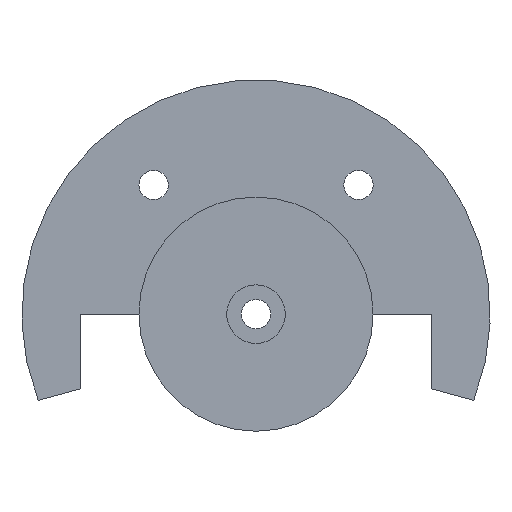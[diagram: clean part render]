
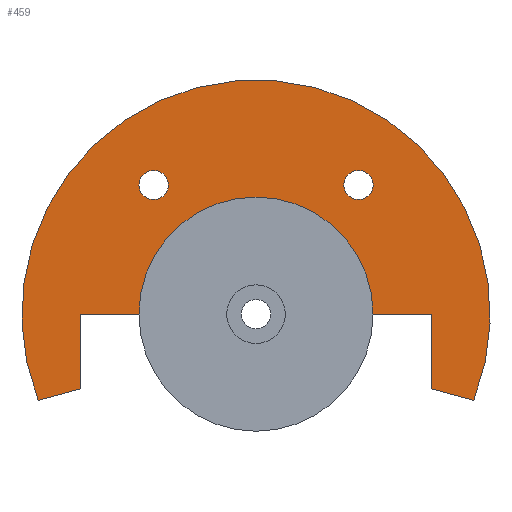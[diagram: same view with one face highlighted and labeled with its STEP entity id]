
A CAD part, left-side view. The second image highlights one B-rep face of the part: STEP entity #459.
In plain terms, the highlighted planar face has unit normal (-1, 0, 0).
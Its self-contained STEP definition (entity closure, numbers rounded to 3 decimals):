
#21=LINE('',#688,#57);
#31=LINE('',#707,#67);
#40=LINE('',#735,#76);
#43=LINE('',#740,#79);
#49=LINE('',#756,#85);
#53=LINE('',#765,#89);
#57=VECTOR('',#554,10.);
#67=VECTOR('',#566,10.);
#76=VECTOR('',#591,10.);
#79=VECTOR('',#596,10.);
#85=VECTOR('',#612,10.);
#89=VECTOR('',#622,10.);
#103=PLANE('',#507);
#118=FACE_BOUND('',#179,.T.);
#119=FACE_BOUND('',#180,.T.);
#141=FACE_OUTER_BOUND('',#178,.T.);
#178=EDGE_LOOP('',(#405,#406,#407,#408,#409,#410,#411,#412));
#179=EDGE_LOOP('',(#413));
#180=EDGE_LOOP('',(#414));
#193=CIRCLE('',#478,0.25);
#195=CIRCLE('',#481,0.25);
#205=CIRCLE('',#506,2.);
#206=CIRCLE('',#508,4.);
#218=VERTEX_POINT('',#678);
#220=VERTEX_POINT('',#683);
#221=VERTEX_POINT('',#686);
#222=VERTEX_POINT('',#687);
#230=VERTEX_POINT('',#705);
#240=VERTEX_POINT('',#732);
#241=VERTEX_POINT('',#734);
#242=VERTEX_POINT('',#739);
#247=VERTEX_POINT('',#755);
#249=VERTEX_POINT('',#763);
#261=EDGE_CURVE('',#218,#218,#193,.T.);
#263=EDGE_CURVE('',#220,#220,#195,.T.);
#264=EDGE_CURVE('',#221,#222,#21,.T.);
#274=EDGE_CURVE('',#221,#230,#31,.T.);
#287=EDGE_CURVE('',#240,#241,#40,.T.);
#290=EDGE_CURVE('',#242,#241,#43,.T.);
#298=EDGE_CURVE('',#247,#242,#49,.T.);
#303=EDGE_CURVE('',#230,#249,#53,.T.);
#307=EDGE_CURVE('',#249,#247,#205,.T.);
#308=EDGE_CURVE('',#222,#240,#206,.T.);
#405=ORIENTED_EDGE('',*,*,#264,.F.);
#406=ORIENTED_EDGE('',*,*,#274,.T.);
#407=ORIENTED_EDGE('',*,*,#303,.T.);
#408=ORIENTED_EDGE('',*,*,#307,.T.);
#409=ORIENTED_EDGE('',*,*,#298,.T.);
#410=ORIENTED_EDGE('',*,*,#290,.T.);
#411=ORIENTED_EDGE('',*,*,#287,.F.);
#412=ORIENTED_EDGE('',*,*,#308,.F.);
#413=ORIENTED_EDGE('',*,*,#261,.T.);
#414=ORIENTED_EDGE('',*,*,#263,.T.);
#459=ADVANCED_FACE('',(#141,#118,#119),#103,.T.);
#478=AXIS2_PLACEMENT_3D('',#679,#544,#545);
#481=AXIS2_PLACEMENT_3D('',#684,#550,#551);
#506=AXIS2_PLACEMENT_3D('',#774,#634,#635);
#507=AXIS2_PLACEMENT_3D('',#775,#636,#637);
#508=AXIS2_PLACEMENT_3D('',#776,#638,#639);
#544=DIRECTION('center_axis',(1.,0.,0.));
#545=DIRECTION('ref_axis',(0.,0.,1.));
#550=DIRECTION('center_axis',(1.,0.,0.));
#551=DIRECTION('ref_axis',(0.,0.,1.));
#554=DIRECTION('',(0.,0.965,-0.264));
#566=DIRECTION('',(0.,0.,1.));
#591=DIRECTION('',(0.,0.965,0.264));
#596=DIRECTION('',(0.,0.,-1.));
#612=DIRECTION('',(0.,-1.,0.));
#622=DIRECTION('',(0.,-1.,0.));
#634=DIRECTION('center_axis',(1.,0.,0.));
#635=DIRECTION('ref_axis',(0.,1.,0.));
#636=DIRECTION('center_axis',(-1.,0.,0.));
#637=DIRECTION('ref_axis',(0.,0.,
1.));
#638=DIRECTION('center_axis',(1.,0.,0.));
#639=DIRECTION('ref_axis',(0.,1.,0.));
#678=CARTESIAN_POINT('',(-6.505,-8.72,-10.177));
#679=CARTESIAN_POINT('Origin',(-6.505,-8.72,-9.927));
#683=CARTESIAN_POINT('',(-6.505,-12.22,-10.177));
#684=CARTESIAN_POINT('Origin',(-6.505,-12.22,-9.927));
#686=CARTESIAN_POINT('',(-6.505,-7.468,-13.408));
#687=CARTESIAN_POINT('',(-6.505,-6.749,-13.605));
#688=CARTESIAN_POINT('',(-6.505,-7.456,-13.411));
#705=CARTESIAN_POINT('',(-6.505,-7.468,-12.132));
#707=CARTESIAN_POINT('',(-6.505,-7.468,-12.132));
#732=CARTESIAN_POINT('',(-6.505,-14.188,-13.605));
#734=CARTESIAN_POINT('',(-6.505,-13.468,-13.408));
#735=CARTESIAN_POINT('',(-6.505,-10.69,-12.647));
#739=CARTESIAN_POINT('',(-6.505,-13.468,-12.132));
#740=CARTESIAN_POINT('',(-6.505,-13.468,-12.132));
#755=CARTESIAN_POINT('',(-6.505,-12.468,-12.132));
#756=CARTESIAN_POINT('',(-6.505,-8.968,-12.132));
#763=CARTESIAN_POINT('',(-6.505,-8.468,-12.132));
#765=CARTESIAN_POINT('',(-6.505,-8.968,-12.132));
#774=CARTESIAN_POINT('Origin',(-6.505,-10.468,-12.132));
#775=CARTESIAN_POINT('Origin',(-6.505,-7.468,-12.132));
#776=CARTESIAN_POINT('Origin',(-6.505,-10.468,-12.132));
